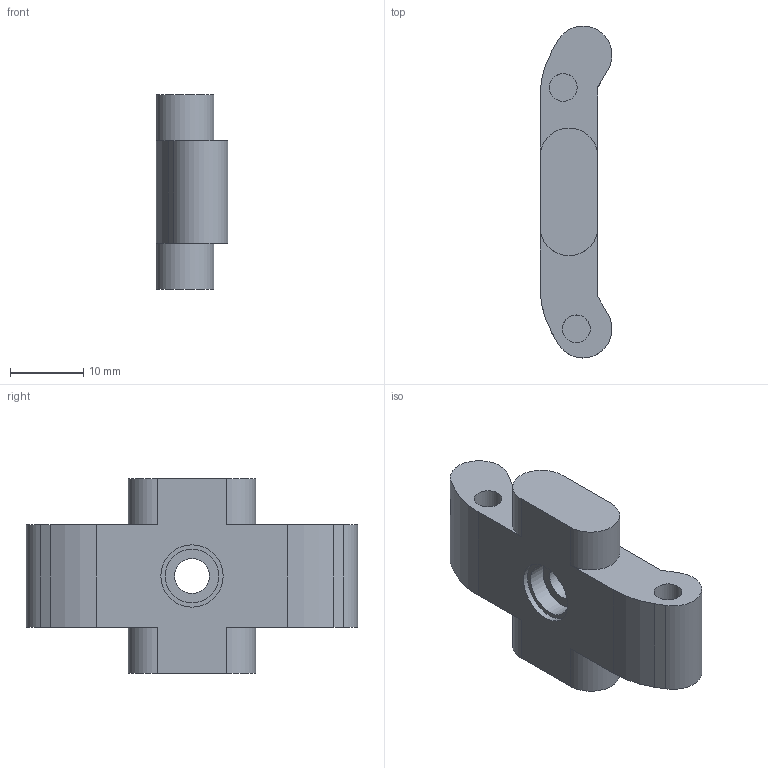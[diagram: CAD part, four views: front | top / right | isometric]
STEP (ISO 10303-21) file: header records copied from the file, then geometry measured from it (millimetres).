
FILE_DESCRIPTION(/* description */ (''),/* implementation_level */ '2;1');
FILE_NAME(/* name */ 'WhirlWax_BearingHold.step',/* time_stamp */ '2023-07-12T00:41:37-04:00',/* author */ (''),/* organization */ (''),/* preprocessor_version */ 'ST-DEVELOPER v19.2',/* originating_system */ 'Autodesk Translation Framework v12.6.0.85',/* authorisation */ '');
FILE_SCHEMA (('AUTOMOTIVE_DESIGN { 1 0 10303 214 3 1 1 }'));
Length unit declared in the file: inch
Products named in the file (1): WhirlWax_August
Bounding box: 9.85 x 45.45 x 26.7 mm (x, y, z)
Volume: 5841.6 mm3; surface area: 3287.3 mm2
Topology: 1 solids, 1 shells, 33 faces, 75 edges, 50 vertices
Faces by surface type: plane 18, cylinder 15
Full cylindrical faces by diameter (mm): 3.81 x4, 4.762 x1, 7.35 x1, 8.541 x1
Entity records: 974 total; most frequent: DIRECTION 173, CARTESIAN_POINT 159, ORIENTED_EDGE 150, EDGE_CURVE 75, AXIS2_PLACEMENT_3D 64, VERTEX_POINT 50, LINE 45, VECTOR 45
